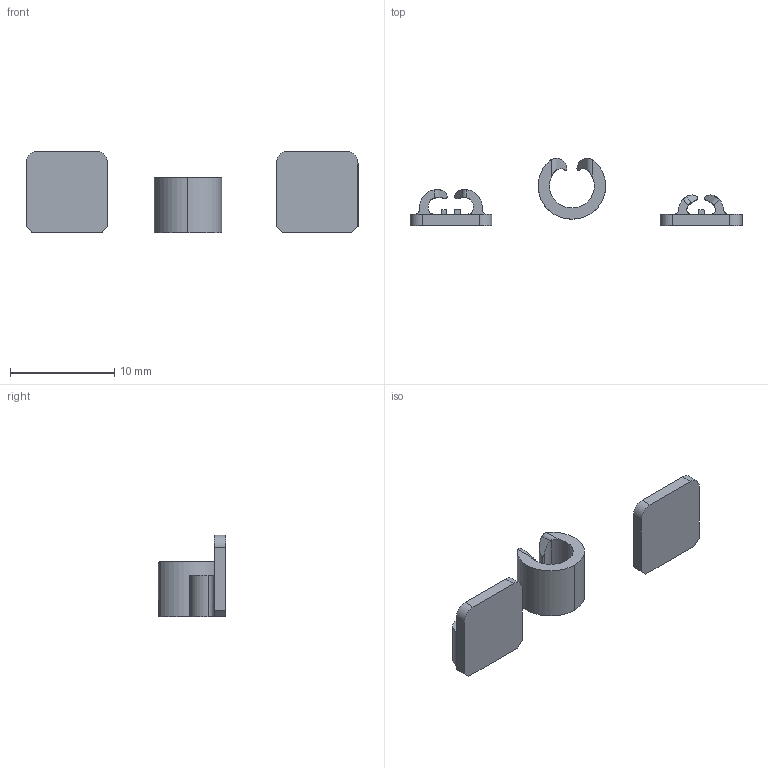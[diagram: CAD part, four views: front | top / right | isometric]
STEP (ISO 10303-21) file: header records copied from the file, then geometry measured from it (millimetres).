
FILE_DESCRIPTION(/* description */ (''),/* implementation_level */ '2;1');
FILE_NAME(/* name */ 'Cable Labels.step',/* time_stamp */ '2024-05-23T13:50:04Z',/* author */ (''),/* organization */ (''),/* preprocessor_version */ 'ST-DEVELOPER v20',/* originating_system */ 'Autodesk Translation Framework v12.20.1.177',/* authorisation */ '');
FILE_SCHEMA (('AUTOMOTIVE_DESIGN { 1 0 10303 214 3 1 1 }'));
Length unit declared in the file: millimetre
Products named in the file (1): (Unsaved)
Bounding box: 31.83 x 6.46 x 7.86 mm (x, y, z)
Volume: 253.1 mm3; surface area: 606.9 mm2
Topology: 3 solids, 3 shells, 95 faces, 258 edges, 172 vertices
Faces by surface type: plane 49, cylinder 36, bspline 10
Entity records: 3669 total; most frequent: CARTESIAN_POINT 1322, ORIENTED_EDGE 516, DIRECTION 434, EDGE_CURVE 258, VERTEX_POINT 172, AXIS2_PLACEMENT_3D 154, LINE 126, VECTOR 126
